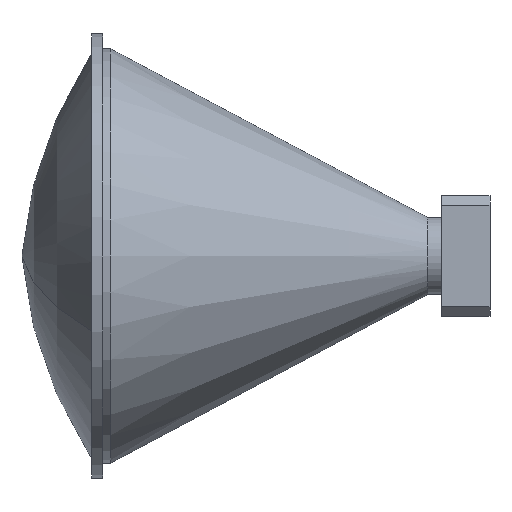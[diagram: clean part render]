
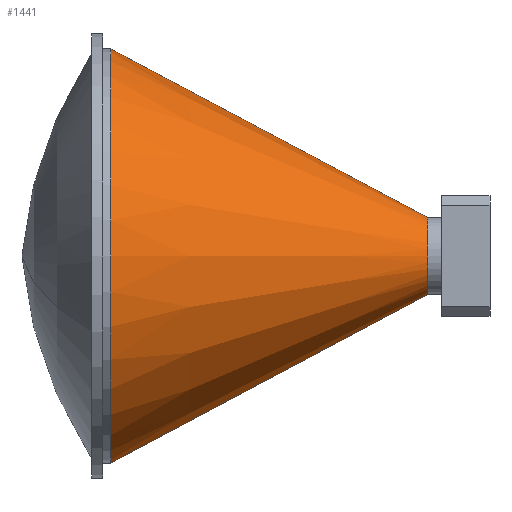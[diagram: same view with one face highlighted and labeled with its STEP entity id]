
A CAD part, front view. The second image highlights one B-rep face of the part: STEP entity #1441.
In plain terms, the highlighted conical face has half-angle 28 degrees and reference radius 7.144 mm.
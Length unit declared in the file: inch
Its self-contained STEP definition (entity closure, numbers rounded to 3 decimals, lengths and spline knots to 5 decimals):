
#42 = AXIS2_PLACEMENT_3D ( 'NONE', #1619, #661, #800 ) ;
#166 = CARTESIAN_POINT ( 'NONE',  ( 0.72475, 0.25416, -0.02004 ) ) ;
#223 = VERTEX_POINT ( 'NONE', #313 ) ;
#241 = ORIENTED_EDGE ( 'NONE', *, *, #778, .F. ) ;
#260 = DIRECTION ( 'NONE',  ( 0., 0., 1. ) ) ;
#269 = CARTESIAN_POINT ( 'NONE',  ( 0.72475, 0.25416, -0.30129 ) ) ;
#272 = VECTOR ( 'NONE', #396, 39.37008 ) ;
#281 = DIRECTION ( 'NONE',  ( 0., 0., -1. ) ) ;
#298 = LINE ( 'NONE', #578, #393 ) ;
#313 = CARTESIAN_POINT ( 'NONE',  ( -1.58619, 0.25416, -1.53004 ) ) ;
#366 = CARTESIAN_POINT ( 'NONE',  ( 0.72475, 0.25416, -0.02004 ) ) ;
#393 = VECTOR ( 'NONE', #923, 39.37008 ) ;
#396 = DIRECTION ( 'NONE',  ( -0.883, 0., 0.469 ) ) ;
#482 = ORIENTED_EDGE ( 'NONE', *, *, #1575, .T. ) ;
#513 = FACE_OUTER_BOUND ( 'NONE', #1174, .T. ) ;
#532 = ORIENTED_EDGE ( 'NONE', *, *, #1601, .F. ) ;
#578 = CARTESIAN_POINT ( 'NONE',  ( 0.72475, 0.25416, -0.30129 ) ) ;
#661 = DIRECTION ( 'NONE',  ( 1., 0., 0. ) ) ;
#669 = ORIENTED_EDGE ( 'NONE', *, *, #1027, .T. ) ;
#778 = EDGE_CURVE ( 'NONE', #1588, #223, #298, .T. ) ;
#800 = DIRECTION ( 'NONE',  ( 0., 0., 1. ) ) ;
#813 = AXIS2_PLACEMENT_3D ( 'NONE', #166, #1393, #281 ) ;
#923 = DIRECTION ( 'NONE',  ( -0.883, 0., -0.469 ) ) ;
#1027 = EDGE_CURVE ( 'NONE', #1270, #223, #1150, .T. ) ;
#1034 = CARTESIAN_POINT ( 'NONE',  ( 0.72475, 0.25416, 0.26121 ) ) ;
#1081 = VERTEX_POINT ( 'NONE', #1034 ) ;
#1141 = CARTESIAN_POINT ( 'NONE',  ( 0.72475, 0.25416, 0.26121 ) ) ;
#1150 = CIRCLE ( 'NONE', #42, 1.51 ) ;
#1174 = EDGE_LOOP ( 'NONE', ( #241, #532, #482, #669 ) ) ;
#1226 = CARTESIAN_POINT ( 'NONE',  ( -1.58619, 0.25416, 1.48996 ) ) ;
#1250 = LINE ( 'NONE', #1141, #272 ) ;
#1270 = VERTEX_POINT ( 'NONE', #1226 ) ;
#1312 = CONICAL_SURFACE ( 'NONE', #1626, 0.28125, 0.489 ) ;
#1393 = DIRECTION ( 'NONE',  ( 1., 0., 0. ) ) ;
#1441 = ADVANCED_FACE ( 'NONE', ( #513 ), #1312, .T. ) ;
#1501 = CIRCLE ( 'NONE', #813, 0.28125 ) ;
#1575 = EDGE_CURVE ( 'NONE', #1081, #1270, #1250, .T. ) ;
#1588 = VERTEX_POINT ( 'NONE', #269 ) ;
#1601 = EDGE_CURVE ( 'NONE', #1081, #1588, #1501, .T. ) ;
#1619 = CARTESIAN_POINT ( 'NONE',  ( -1.58619, 0.25416, -0.02004 ) ) ;
#1625 = DIRECTION ( 'NONE',  ( -1., 0., 0. ) ) ;
#1626 = AXIS2_PLACEMENT_3D ( 'NONE', #366, #1625, #260 ) ;
